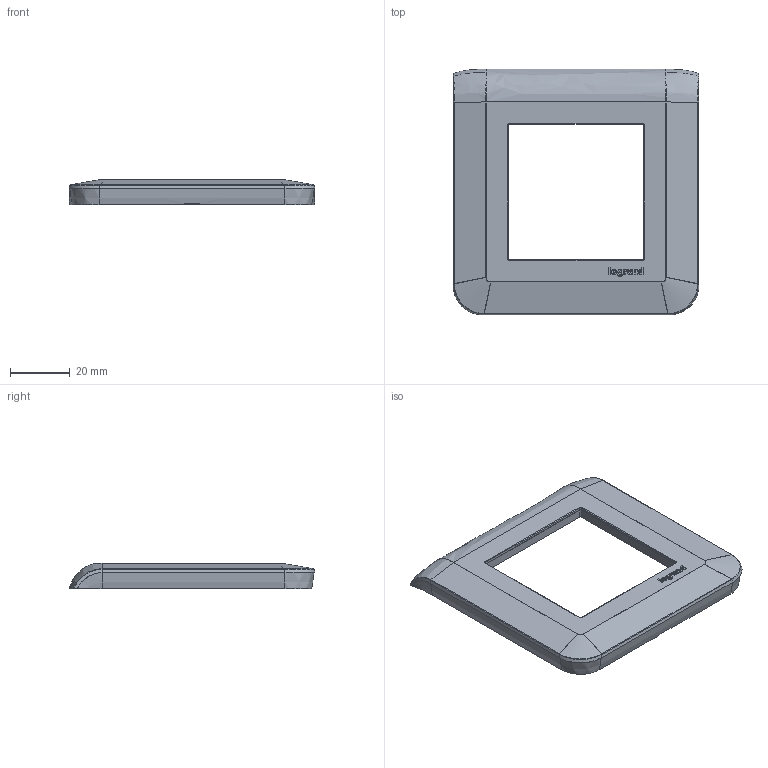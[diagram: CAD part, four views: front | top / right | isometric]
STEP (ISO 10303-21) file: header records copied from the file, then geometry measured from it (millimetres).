
FILE_DESCRIPTION(('CATIA V5 STEP Exchange','CAx-IF Rec.Pracs.--- Model Styling and Organization---1.5--- 2016-08-15','CAx-IF Rec.Pracs.---Supplemental Geometry---1.0---2011-11-01','CAx-IF Rec.Pracs.--- Composite Materials ---1.1---2010-07-15'),'2;1');
FILE_NAME('ED07321_A-MOD-9.stp','2021-11-16T14:02:06+00:00',('none'),('none'),'CATIA Version 5-6 Release 2020 SP3','CATIA V5 STEP AP214 v2','none');
FILE_SCHEMA(('AUTOMOTIVE_DESIGN { 1 0 10303 214 1 1 1 1 }'));
Products named in the file (1): ED07321_A
Bounding box: 82 x 82 x 8.6 mm (x, y, z)
Volume: 12482.5 mm3; surface area: 17839.5 mm2
Topology: 2 solids, 2 shells, 2602 faces, 7246 edges, 4756 vertices
Faces by surface type: plane 2068, cylinder 202, bspline 191, extrusion 84, cone 25, sphere 24, torus 8
Entity records: 96330 total; most frequent: CARTESIAN_POINT 36532, ORIENTED_EDGE 14444, DIRECTION 8742, EDGE_CURVE 7222, VECTOR 4777, VERTEX_POINT 4756, LINE 4693, EDGE_LOOP 2736
